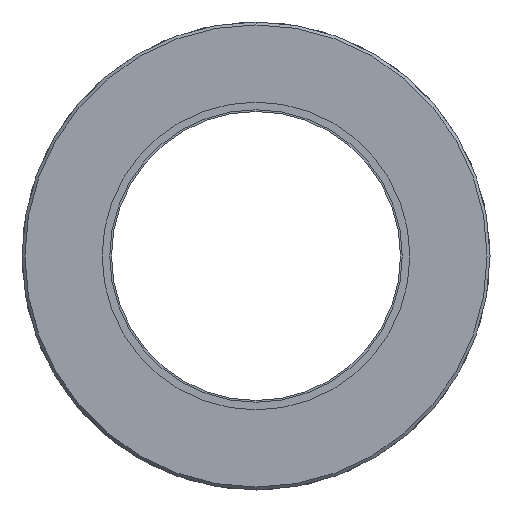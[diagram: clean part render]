
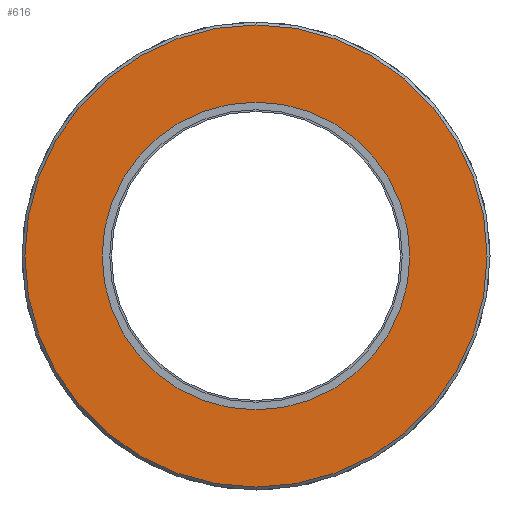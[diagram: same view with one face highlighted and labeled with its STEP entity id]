
A CAD part, front view. The second image highlights one B-rep face of the part: STEP entity #616.
In plain terms, the highlighted planar face has unit normal (0, -1, 0).
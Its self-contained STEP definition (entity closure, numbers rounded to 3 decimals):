
#48 = DIRECTION ( 'NONE',  ( 0., -1., 0. ) ) ;
#49 = PLANE ( 'NONE',  #624 ) ;
#50 = FACE_OUTER_BOUND ( 'NONE', #267, .T. ) ;
#95 = DIRECTION ( 'NONE',  ( 0., 0., -1. ) ) ;
#106 = FACE_BOUND ( 'NONE', #239, .T. ) ;
#115 = CARTESIAN_POINT ( 'NONE',  ( 0., 0., 13.15 ) ) ;
#134 = CARTESIAN_POINT ( 'NONE',  ( 0., 0., -19.75 ) ) ;
#141 = CARTESIAN_POINT ( 'NONE',  ( 0., 0., 19.75 ) ) ;
#146 = CARTESIAN_POINT ( 'NONE',  ( 0., 0., -13.15 ) ) ;
#151 = DIRECTION ( 'NONE',  ( 0., 0., -1. ) ) ;
#155 = CARTESIAN_POINT ( 'NONE',  ( -13.15, 0., 0. ) ) ;
#168 = CARTESIAN_POINT ( 'NONE',  ( 0., 0., 0. ) ) ;
#169 = DIRECTION ( 'NONE',  ( 0., 1., 0. ) ) ;
#170 = DIRECTION ( 'NONE',  ( 0., 0., 1. ) ) ;
#175 = CARTESIAN_POINT ( 'NONE',  ( 0., 0., 0. ) ) ;
#188 = DIRECTION ( 'NONE',  ( 0., -1., 0. ) ) ;
#239 = EDGE_LOOP ( 'NONE', ( #538, #537 ) ) ;
#267 = EDGE_LOOP ( 'NONE', ( #543, #542 ) ) ;
#369 = EDGE_CURVE ( 'NONE', #471, #480, #663, .T. ) ;
#379 = EDGE_CURVE ( 'NONE', #486, #475, #629, .T. ) ;
#408 = EDGE_CURVE ( 'NONE', #475, #486, #727, .T. ) ;
#413 = EDGE_CURVE ( 'NONE', #480, #471, #737, .T. ) ;
#446 = DIRECTION ( 'NONE',  ( 0., 0., -1. ) ) ;
#447 = DIRECTION ( 'NONE',  ( 0., -1., 0. ) ) ;
#471 = VERTEX_POINT ( 'NONE', #141 ) ;
#475 = VERTEX_POINT ( 'NONE', #146 ) ;
#480 = VERTEX_POINT ( 'NONE', #134 ) ;
#486 = VERTEX_POINT ( 'NONE', #115 ) ;
#491 = DIRECTION ( 'NONE',  ( 0., 0., 1. ) ) ;
#492 = DIRECTION ( 'NONE',  ( 0., 1., 0. ) ) ;
#496 = CARTESIAN_POINT ( 'NONE',  ( 0., 0., 0. ) ) ;
#537 = ORIENTED_EDGE ( 'NONE', *, *, #408, .T. ) ;
#538 = ORIENTED_EDGE ( 'NONE', *, *, #379, .T. ) ;
#542 = ORIENTED_EDGE ( 'NONE', *, *, #413, .T. ) ;
#543 = ORIENTED_EDGE ( 'NONE', *, *, #369, .T. ) ;
#570 = CARTESIAN_POINT ( 'NONE',  ( 0., 0., 0. ) ) ;
#616 = ADVANCED_FACE ( 'NONE', ( #50, #106 ), #49, .T. ) ;
#624 = AXIS2_PLACEMENT_3D ( 'NONE', #155, #48, #151 ) ;
#626 = AXIS2_PLACEMENT_3D ( 'NONE', #496, #492, #491 ) ;
#629 = CIRCLE ( 'NONE', #626, 13.15 ) ;
#648 = AXIS2_PLACEMENT_3D ( 'NONE', #175, #188, #95 ) ;
#663 = CIRCLE ( 'NONE', #762, 19.75 ) ;
#709 = AXIS2_PLACEMENT_3D ( 'NONE', #168, #169, #170 ) ;
#727 = CIRCLE ( 'NONE', #709, 13.15 ) ;
#737 = CIRCLE ( 'NONE', #648, 19.75 ) ;
#762 = AXIS2_PLACEMENT_3D ( 'NONE', #570, #447, #446 ) ;
